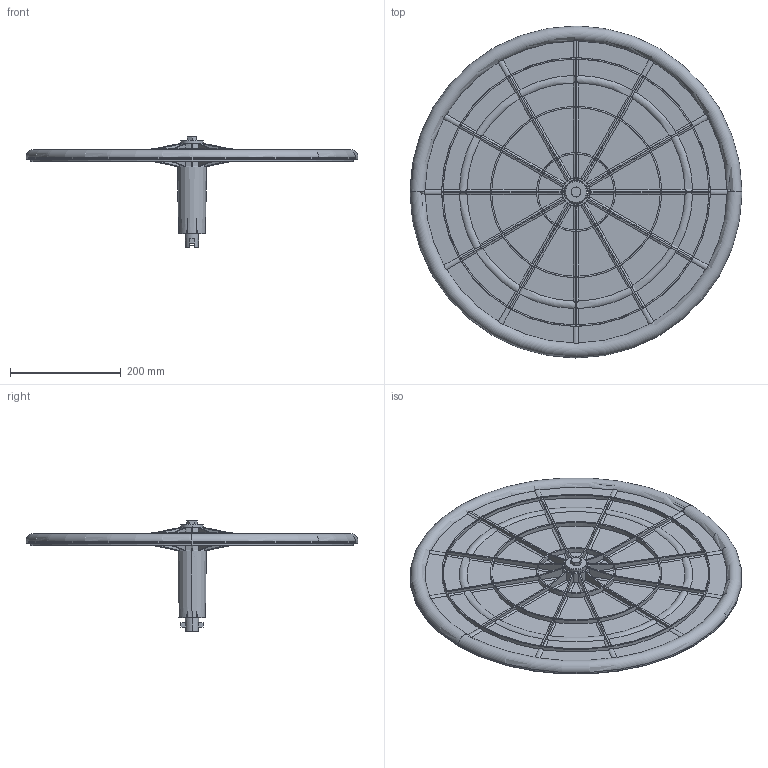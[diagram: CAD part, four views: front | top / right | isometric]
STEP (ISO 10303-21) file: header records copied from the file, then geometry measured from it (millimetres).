
FILE_DESCRIPTION (( 'STEP AP203' ), '1' );
FILE_NAME ('shturval.STEP', '2022-11-01T13:22:21', ( '' ), ( '' ), '', '', '' );
FILE_SCHEMA (( 'CONFIG_CONTROL_DESIGN' ));
Length unit declared in the file: millimetre
Products named in the file (1): shturval
Bounding box: 600 x 600 x 200.4 mm (x, y, z)
Surface area: 998891.5 mm2 (no closed solid volume)
Topology: 0 solids, 8 shells, 770 faces, 2382 edges, 1594 vertices
Faces by surface type: plane 266, cylinder 232, cone 170, torus 102
Entity records: 32536 total; most frequent: CARTESIAN_POINT 12865, ORIENTED_EDGE 4532, DIRECTION 3472, EDGE_CURVE 2382, VERTEX_POINT 1594, AXIS2_PLACEMENT_3D 1329, B_SPLINE_CURVE_WITH_KNOTS 972, VECTOR 814
